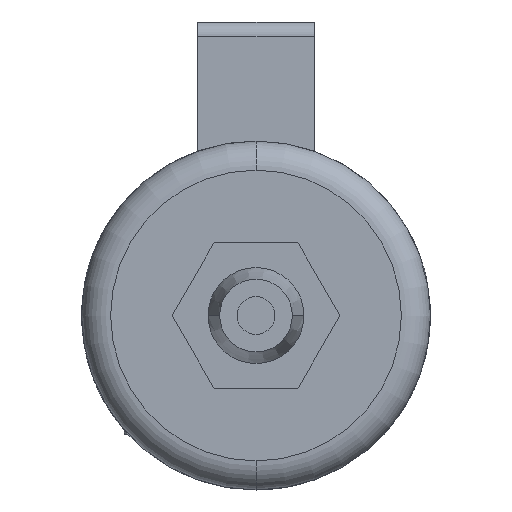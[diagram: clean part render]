
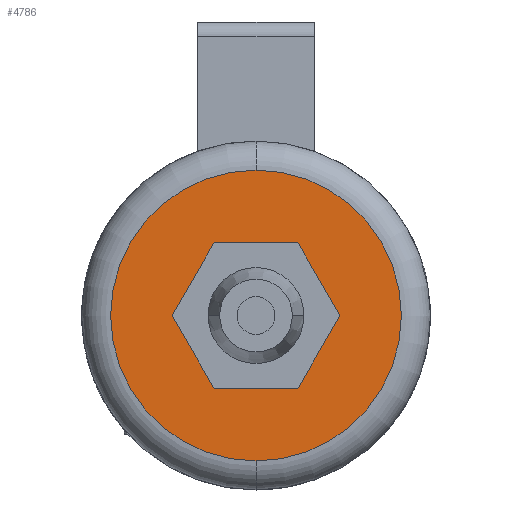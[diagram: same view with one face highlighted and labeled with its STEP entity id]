
A CAD part, front view. The second image highlights one B-rep face of the part: STEP entity #4786.
In plain terms, the highlighted planar face has unit normal (0, -1, 0).
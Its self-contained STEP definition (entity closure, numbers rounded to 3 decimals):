
#19 = PLANE ( 'NONE',  #4683 ) ;
#40 = DIRECTION ( 'NONE',  ( 0., 0., 1. ) ) ;
#249 = CARTESIAN_POINT ( 'NONE',  ( 0., 0., 1.2 ) ) ;
#262 = ORIENTED_EDGE ( 'NONE', *, *, #4071, .F. ) ;
#423 = CARTESIAN_POINT ( 'NONE',  ( 0., 0., 5. ) ) ;
#577 = DIRECTION ( 'NONE',  ( 0., 0., -1. ) ) ;
#1130 = VERTEX_POINT ( 'NONE', #1906 ) ;
#1230 = ORIENTED_EDGE ( 'NONE', *, *, #2325, .T. ) ;
#1365 = DIRECTION ( 'NONE',  ( 0., -1., 0. ) ) ;
#1647 = CARTESIAN_POINT ( 'NONE',  ( 0., 0., 0. ) ) ;
#1883 = DIRECTION ( 'NONE',  ( 0., 1., 0. ) ) ;
#1906 = CARTESIAN_POINT ( 'NONE',  ( 0., 0., -1.2 ) ) ;
#1951 = DIRECTION ( 'NONE',  ( 0., -1., 0. ) ) ;
#2094 = CIRCLE ( 'NONE', #4832, 1.2 ) ;
#2251 = FACE_BOUND ( 'NONE', #3801, .T. ) ;
#2290 = CARTESIAN_POINT ( 'NONE',  ( 0., 0., 0. ) ) ;
#2323 = AXIS2_PLACEMENT_3D ( 'NONE', #2290, #1951, #40 ) ;
#2325 = EDGE_CURVE ( 'NONE', #3381, #3808, #2469, .T. ) ;
#2368 = DIRECTION ( 'NONE',  ( 0., 0., -1. ) ) ;
#2469 = CIRCLE ( 'NONE', #4499, 5. ) ;
#2790 = DIRECTION ( 'NONE',  ( 0., 0., 1. ) ) ;
#3104 = DIRECTION ( 'NONE',  ( 0., 0., 1. ) ) ;
#3381 = VERTEX_POINT ( 'NONE', #423 ) ;
#3417 = CIRCLE ( 'NONE', #4281, 1.2 ) ;
#3446 = CARTESIAN_POINT ( 'NONE',  ( 0., 0., 0. ) ) ;
#3473 = DIRECTION ( 'NONE',  ( 0., -1., 0. ) ) ;
#3801 = EDGE_LOOP ( 'NONE', ( #262, #4780 ) ) ;
#3808 = VERTEX_POINT ( 'NONE', #4637 ) ;
#3991 = CARTESIAN_POINT ( 'NONE',  ( 0., 0., 0. ) ) ;
#4051 = CIRCLE ( 'NONE', #2323, 5. ) ;
#4071 = EDGE_CURVE ( 'NONE', #1130, #4106, #3417, .T. ) ;
#4106 = VERTEX_POINT ( 'NONE', #249 ) ;
#4244 = ORIENTED_EDGE ( 'NONE', *, *, #4794, .T. ) ;
#4281 = AXIS2_PLACEMENT_3D ( 'NONE', #1647, #4641, #577 ) ;
#4364 = EDGE_LOOP ( 'NONE', ( #1230, #4244 ) ) ;
#4416 = EDGE_CURVE ( 'NONE', #4106, #1130, #2094, .T. ) ;
#4492 = FACE_OUTER_BOUND ( 'NONE', #4364, .T. ) ;
#4499 = AXIS2_PLACEMENT_3D ( 'NONE', #3991, #1365, #2790 ) ;
#4603 = CARTESIAN_POINT ( 'NONE',  ( 0., 0., 0. ) ) ;
#4637 = CARTESIAN_POINT ( 'NONE',  ( 0., 0., -5. ) ) ;
#4641 = DIRECTION ( 'NONE',  ( 0., -1., 0. ) ) ;
#4683 = AXIS2_PLACEMENT_3D ( 'NONE', #3446, #1883, #3104 ) ;
#4780 = ORIENTED_EDGE ( 'NONE', *, *, #4416, .F. ) ;
#4786 = ADVANCED_FACE ( 'NONE', ( #2251, #4492 ), #19, .F. ) ;
#4794 = EDGE_CURVE ( 'NONE', #3808, #3381, #4051, .T. ) ;
#4832 = AXIS2_PLACEMENT_3D ( 'NONE', #4603, #3473, #2368 ) ;
